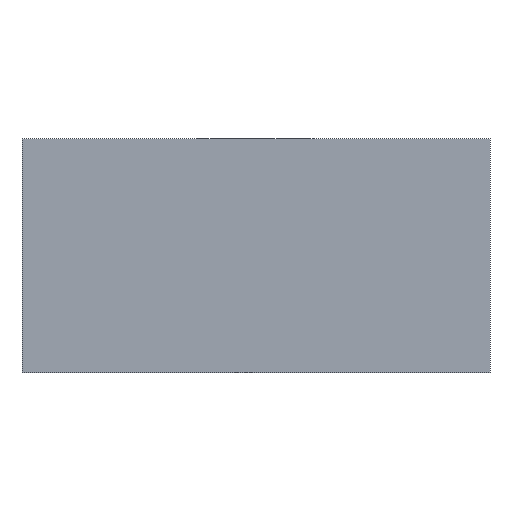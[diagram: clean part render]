
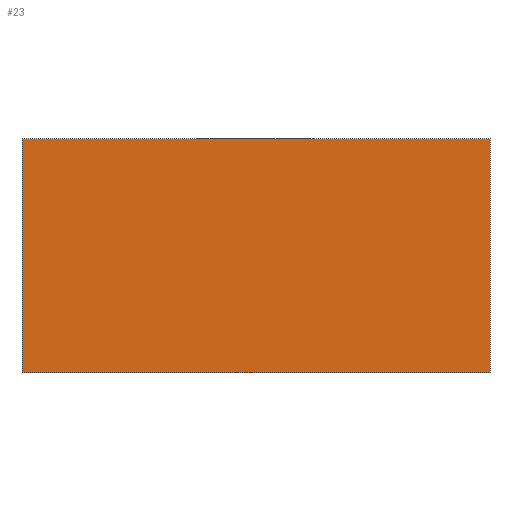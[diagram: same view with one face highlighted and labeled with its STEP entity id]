
A CAD part, front view. The second image highlights one B-rep face of the part: STEP entity #23.
In plain terms, the highlighted planar face has unit normal (0, -1, 0).
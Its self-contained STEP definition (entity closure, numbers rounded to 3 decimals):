
#6 = CARTESIAN_POINT ( 'NONE',  ( 0., 0., 0. ) ) ;
#23 = ADVANCED_FACE ( 'NONE', ( #111 ), #24, .F. ) ;
#24 = PLANE ( 'NONE',  #236 ) ;
#33 = ORIENTED_EDGE ( 'NONE', *, *, #34, .F. ) ;
#34 = EDGE_CURVE ( 'NONE', #259, #235, #257, .T. ) ;
#38 = LINE ( 'NONE', #212, #297 ) ;
#47 = CARTESIAN_POINT ( 'NONE',  ( 0., 0., 10. ) ) ;
#54 = DIRECTION ( 'NONE',  ( 0., 0., -1. ) ) ;
#82 = EDGE_CURVE ( 'NONE', #235, #252, #38, .T. ) ;
#93 = DIRECTION ( 'NONE',  ( 0., 1., 0. ) ) ;
#103 = CARTESIAN_POINT ( 'NONE',  ( 0., 0., 10. ) ) ;
#111 = FACE_OUTER_BOUND ( 'NONE', #154, .T. ) ;
#122 = LINE ( 'NONE', #199, #283 ) ;
#138 = VECTOR ( 'NONE', #205, 1000. ) ;
#139 = DIRECTION ( 'NONE',  ( 0., 0., 1. ) ) ;
#154 = EDGE_LOOP ( 'NONE', ( #239, #273, #33, #206 ) ) ;
#169 = DIRECTION ( 'NONE',  ( 0., 0., -1. ) ) ;
#178 = VERTEX_POINT ( 'NONE', #6 ) ;
#190 = CARTESIAN_POINT ( 'NONE',  ( 20., 0., 10. ) ) ;
#198 = EDGE_CURVE ( 'NONE', #259, #178, #238, .T. ) ;
#199 = CARTESIAN_POINT ( 'NONE',  ( 0., 0., 0. ) ) ;
#205 = DIRECTION ( 'NONE',  ( 1., 0., 0. ) ) ;
#206 = ORIENTED_EDGE ( 'NONE', *, *, #198, .T. ) ;
#212 = CARTESIAN_POINT ( 'NONE',  ( 20., 0., 10. ) ) ;
#235 = VERTEX_POINT ( 'NONE', #190 ) ;
#236 = AXIS2_PLACEMENT_3D ( 'NONE', #279, #93, #139 ) ;
#238 = LINE ( 'NONE', #103, #291 ) ;
#239 = ORIENTED_EDGE ( 'NONE', *, *, #302, .T. ) ;
#252 = VERTEX_POINT ( 'NONE', #293 ) ;
#257 = LINE ( 'NONE', #47, #138 ) ;
#259 = VERTEX_POINT ( 'NONE', #299 ) ;
#273 = ORIENTED_EDGE ( 'NONE', *, *, #82, .F. ) ;
#274 = DIRECTION ( 'NONE',  ( 1., 0., 0. ) ) ;
#279 = CARTESIAN_POINT ( 'NONE',  ( 0., 0., 10. ) ) ;
#283 = VECTOR ( 'NONE', #274, 1000. ) ;
#291 = VECTOR ( 'NONE', #169, 1000. ) ;
#293 = CARTESIAN_POINT ( 'NONE',  ( 20., 0., 0. ) ) ;
#297 = VECTOR ( 'NONE', #54, 1000. ) ;
#299 = CARTESIAN_POINT ( 'NONE',  ( 0., 0., 10. ) ) ;
#302 = EDGE_CURVE ( 'NONE', #178, #252, #122, .T. ) ;
